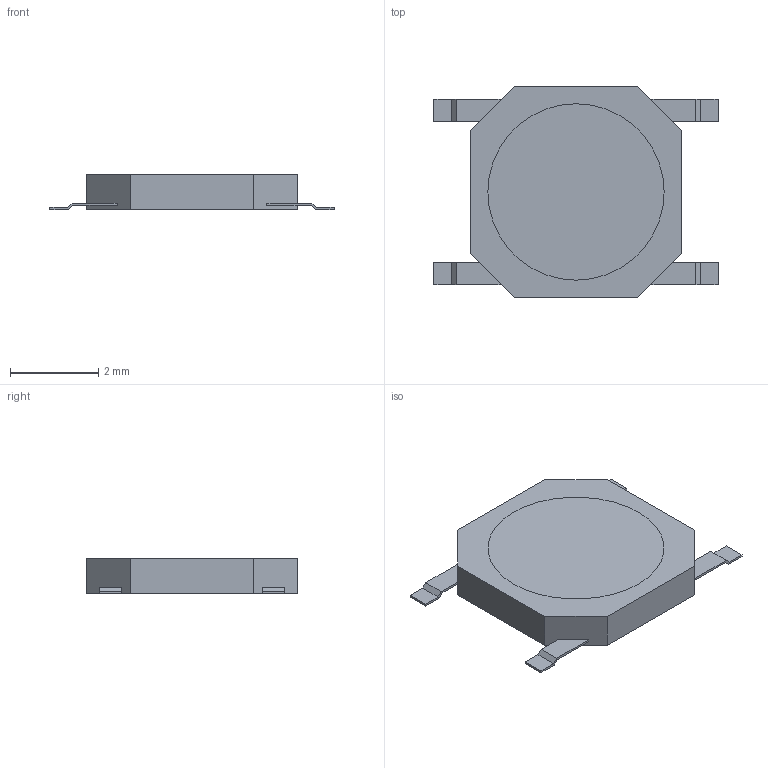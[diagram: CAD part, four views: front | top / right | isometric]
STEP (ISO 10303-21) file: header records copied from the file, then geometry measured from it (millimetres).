
FILE_DESCRIPTION(/* description */ (''),/* implementation_level */ '2;1');
FILE_NAME(/* name */ 'tactbutton_4.8_4.8_0.8_smt.step',/* time_stamp */ '2024-06-28T13:53:31+10:00',/* author */ (''),/* organization */ (''),/* preprocessor_version */ 'ST-DEVELOPER v20',/* originating_system */ 'Autodesk Translation Framework v13.14.0.145',/* authorisation */ '');
FILE_SCHEMA (('AUTOMOTIVE_DESIGN { 1 0 10303 214 3 1 1 }'));
Length unit declared in the file: millimetre
Products named in the file (1): tactbutton_4.8_4.8_0.8_smt
Bounding box: 6.45 x 4.8 x 0.8 mm (x, y, z)
Volume: 17 mm3; surface area: 89.2 mm2
Topology: 6 solids, 6 shells, 55 faces, 126 edges, 84 vertices
Faces by surface type: plane 53, cylinder 2
Full cylindrical faces by diameter (mm): 4 x2
Entity records: 1573 total; most frequent: CARTESIAN_POINT 266, ORIENTED_EDGE 252, DIRECTION 242, EDGE_CURVE 126, LINE 122, VECTOR 122, VERTEX_POINT 84, AXIS2_PLACEMENT_3D 60
